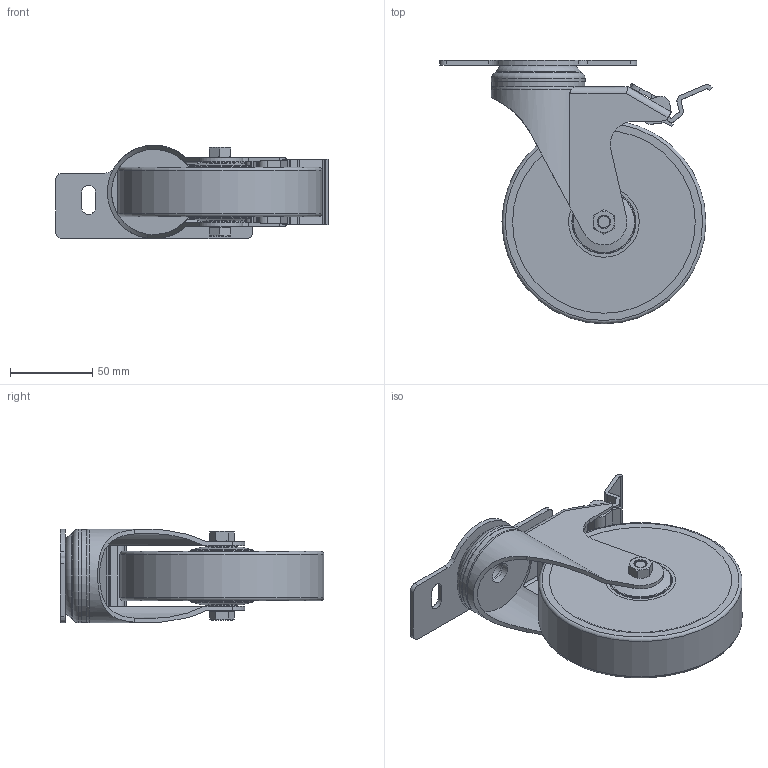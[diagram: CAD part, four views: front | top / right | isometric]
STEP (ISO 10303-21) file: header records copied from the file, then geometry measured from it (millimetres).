
FILE_DESCRIPTION(('FreeCAD Model'),'2;1');
FILE_NAME('Open CASCADE Shape Model','2024-10-14T13:15:30',(''),(''), 'Open CASCADE STEP processor 7.6','FreeCAD','Unknown');
FILE_SCHEMA(('AUTOMOTIVE_DESIGN { 1 0 10303 214 1 1 1 1 }'));
Length unit declared in the file: millimetre
Products named in the file (7): ST-RD125PF; ST-RD125PF001; ST-RD125PF002; ST-RD125PF003; ST-RD125PF004; ST-RD125PF005; ST-RD125PF006
Assembly tree (6 placements, depth 2):
  ST-RD125PF
    ST-RD125PF001
    ST-RD125PF002
    ST-RD125PF003
    ST-RD125PF004
    ST-RD125PF005
    ST-RD125PF006
Bounding box: 166 x 160.57 x 57 mm (x, y, z)
Volume: 319024.8 mm3; surface area: 139627.6 mm2
Topology: 6 solids, 7 shells, 254 faces, 614 edges, 393 vertices
Faces by surface type: plane 117, cylinder 86, cone 31, torus 19, revolution 1
Full cylindrical faces by diameter (mm): 6.647 x1, 8 x2, 8.2 x4, 8.5 x2, 12.5 x2, 13.135 x1, 19.5 x2, 38 x3, 39 x3, 41.545 x1, 52 x1, 56.445 x1, 57 x1
Entity records: 17885 total; most frequent: CARTESIAN_POINT 5356, DIRECTION 2328, ORIENTED_EDGE 1228, PCURVE 1228, DEFINITIONAL_REPRESENTATION 1228, LINE 1179, VECTOR 1179, EDGE_CURVE 614
